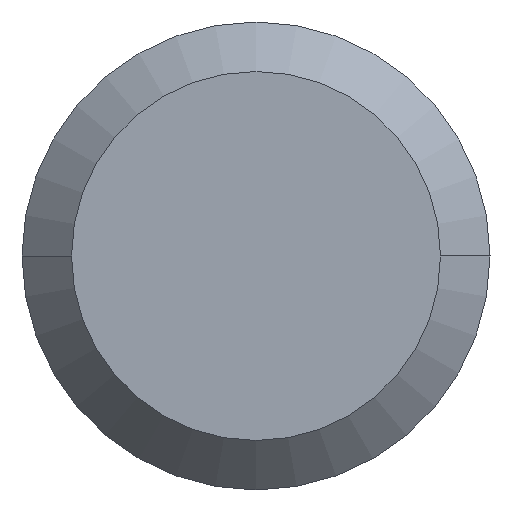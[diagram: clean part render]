
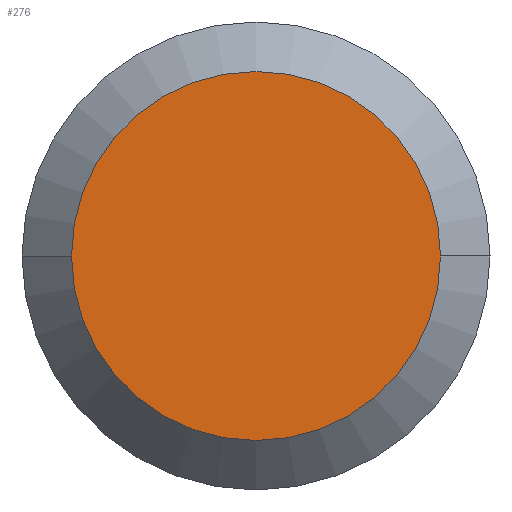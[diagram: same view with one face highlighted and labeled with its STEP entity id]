
A CAD part, left-side view. The second image highlights one B-rep face of the part: STEP entity #276.
In plain terms, the highlighted planar face has unit normal (-1, 0, 0).
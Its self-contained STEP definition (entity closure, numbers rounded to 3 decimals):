
#3 = AXIS2_PLACEMENT_3D ( 'NONE', #325, #380, #115 ) ;
#4 = DIRECTION ( 'NONE',  ( 1., 0., 0. ) ) ;
#33 = VERTEX_POINT ( 'NONE', #335 ) ;
#50 = CARTESIAN_POINT ( 'NONE',  ( 0., 2.365, 0. ) ) ;
#54 = CARTESIAN_POINT ( 'NONE',  ( 0., 0., 0. ) ) ;
#63 = FACE_OUTER_BOUND ( 'NONE', #334, .T. ) ;
#88 = DIRECTION ( 'NONE',  ( 1., 0., 0. ) ) ;
#91 = PLANE ( 'NONE',  #3 ) ;
#96 = ORIENTED_EDGE ( 'NONE', *, *, #236, .F. ) ;
#115 = DIRECTION ( 'NONE',  ( 0., -1., 0. ) ) ;
#155 = CIRCLE ( 'NONE', #254, 2.365 ) ;
#226 = DIRECTION ( 'NONE',  ( 0., 1., 0. ) ) ;
#236 = EDGE_CURVE ( 'NONE', #305, #33, #269, .T. ) ;
#254 = AXIS2_PLACEMENT_3D ( 'NONE', #301, #4, #270 ) ;
#269 = CIRCLE ( 'NONE', #303, 2.365 ) ;
#270 = DIRECTION ( 'NONE',  ( 0., 1., 0. ) ) ;
#276 = ADVANCED_FACE ( 'NONE', ( #63 ), #91, .T. ) ;
#295 = ORIENTED_EDGE ( 'NONE', *, *, #376, .F. ) ;
#301 = CARTESIAN_POINT ( 'NONE',  ( 0., 0., 0. ) ) ;
#303 = AXIS2_PLACEMENT_3D ( 'NONE', #54, #88, #226 ) ;
#305 = VERTEX_POINT ( 'NONE', #50 ) ;
#325 = CARTESIAN_POINT ( 'NONE',  ( 0., 0., 0. ) ) ;
#334 = EDGE_LOOP ( 'NONE', ( #96, #295 ) ) ;
#335 = CARTESIAN_POINT ( 'NONE',  ( 0., -2.365, 0. ) ) ;
#376 = EDGE_CURVE ( 'NONE', #33, #305, #155, .T. ) ;
#380 = DIRECTION ( 'NONE',  ( -1., 0., 0. ) ) ;
